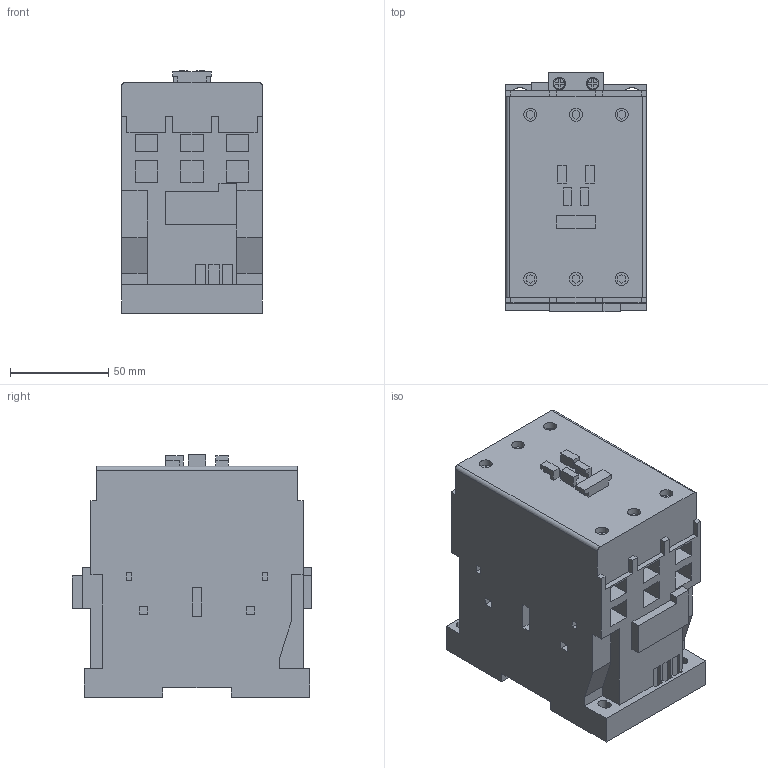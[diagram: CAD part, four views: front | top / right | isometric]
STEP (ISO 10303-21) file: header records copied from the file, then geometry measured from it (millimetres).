
FILE_DESCRIPTION(/* description */ (''),/* implementation_level */ '2;1');
FILE_NAME(/* name */ '000207___001.stp',/* time_stamp */ '2012-06-11T17:00:13+02:00',/* author */ (''),/* organization */ (''),/* preprocessor_version */ 'ST-DEVELOPER v11',/* originating_system */ 'SIEMENS PLM Software NX 7.5',/* authorisation */ '');
FILE_SCHEMA (('CONFIG_CONTROL_DESIGN'));
Length unit declared in the file: millimetre
Products named in the file (1): 000207_-.001
Bounding box: 71.6 x 122.1 x 123.55 mm (x, y, z)
Volume: 846721 mm3; surface area: 79730 mm2
Topology: 1 solids, 1 shells, 367 faces, 977 edges, 651 vertices
Faces by surface type: plane 345, cylinder 22
Full cylindrical faces by diameter (mm): 3.5 x2, 5.5 x2, 6.4 x2, 6.6 x6
Entity records: 11277 total; most frequent: CARTESIAN_POINT 1980, ORIENTED_EDGE 1926, DIRECTION 1757, EDGE_CURVE 963, LINE 905, VECTOR 905, VERTEX_POINT 649, EDGE_LOOP 442
